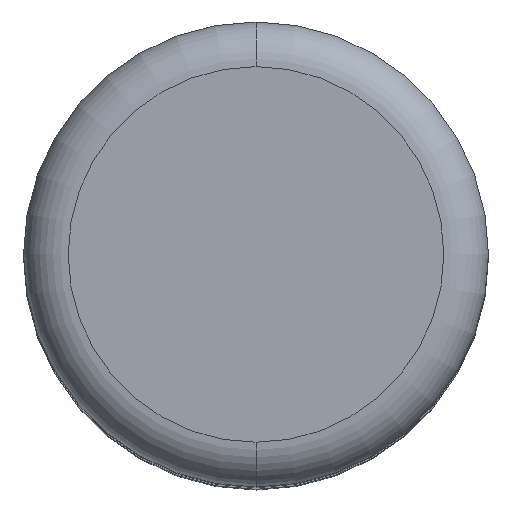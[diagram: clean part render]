
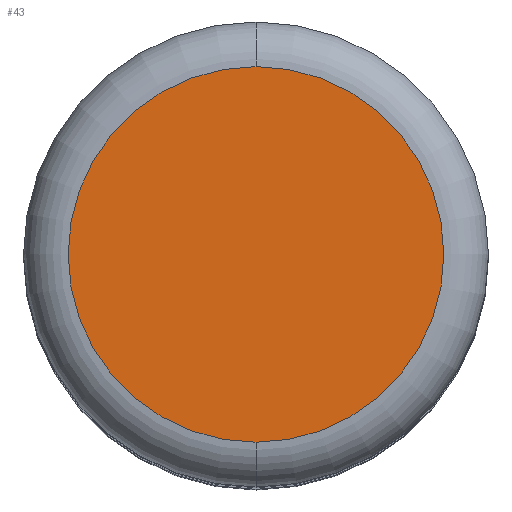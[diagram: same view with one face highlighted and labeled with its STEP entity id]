
A CAD part, top view. The second image highlights one B-rep face of the part: STEP entity #43.
In plain terms, the highlighted face is planar.
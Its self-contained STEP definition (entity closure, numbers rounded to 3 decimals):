
#43 = ADVANCED_FACE('',(#44),#59,.F.);
#44 = FACE_BOUND('',#45,.F.);
#45 = EDGE_LOOP('',(#46,#86));
#46 = ORIENTED_EDGE('',*,*,#47,.F.);
#47 = EDGE_CURVE('',#48,#50,#52,.T.);
#48 = VERTEX_POINT('',#49);
#49 = CARTESIAN_POINT('',(0.,-2.1,0.));
#50 = VERTEX_POINT('',#51);
#51 = CARTESIAN_POINT('',(0.,2.1,0.));
#52 = SURFACE_CURVE('',#53,(#58,#74),.PCURVE_S1.);
#53 = CIRCLE('',#54,2.1);
#54 = AXIS2_PLACEMENT_3D('',#55,#56,#57);
#55 = CARTESIAN_POINT('',(0.,0.,0.));
#56 = DIRECTION('',(0.,0.,-1.));
#57 = DIRECTION('',(0.,-1.,0.));
#58 = PCURVE('',#59,#64);
#59 = PLANE('',#60);
#60 = AXIS2_PLACEMENT_3D('',#61,#62,#63);
#61 = CARTESIAN_POINT('',(0.,0.,0.));
#62 = DIRECTION('',(0.,0.,1.));
#63 = DIRECTION('',(0.,-1.,0.));
#64 = DEFINITIONAL_REPRESENTATION('',(#65),#73);
#65 = ( BOUNDED_CURVE() B_SPLINE_CURVE(2,(#66,#67,#68,#69,#70,#71,#72),
.UNSPECIFIED.,.T.,.F.) B_SPLINE_CURVE_WITH_KNOTS((1,2,2,2,2,1),(
    -2.094,0.,2.094,4.189,6.283,
8.378),.UNSPECIFIED.) CURVE() GEOMETRIC_REPRESENTATION_ITEM() 
RATIONAL_B_SPLINE_CURVE((1.,0.5,1.,0.5,1.,0.5,1.)) REPRESENTATION_ITEM(
  '') );
#66 = CARTESIAN_POINT('',(2.1,0.));
#67 = CARTESIAN_POINT('',(2.1,-3.637));
#68 = CARTESIAN_POINT('',(-1.05,-1.819));
#69 = CARTESIAN_POINT('',(-4.2,0.));
#70 = CARTESIAN_POINT('',(-1.05,1.819));
#71 = CARTESIAN_POINT('',(2.1,3.637));
#72 = CARTESIAN_POINT('',(2.1,0.));
#73 = ( GEOMETRIC_REPRESENTATION_CONTEXT(2) 
PARAMETRIC_REPRESENTATION_CONTEXT() REPRESENTATION_CONTEXT('2D SPACE',''
  ) );
#74 = PCURVE('',#75,#80);
#75 = TOROIDAL_SURFACE('',#76,2.1,0.5);
#76 = AXIS2_PLACEMENT_3D('',#77,#78,#79);
#77 = CARTESIAN_POINT('',(0.,0.,0.5));
#78 = DIRECTION('',(0.,0.,1.));
#79 = DIRECTION('',(0.084,-0.996,0.));
#80 = DEFINITIONAL_REPRESENTATION('',(#81),#85);
#81 = LINE('',#82,#83);
#82 = CARTESIAN_POINT('',(6.199,4.712));
#83 = VECTOR('',#84,1.);
#84 = DIRECTION('',(-1.,0.));
#85 = ( GEOMETRIC_REPRESENTATION_CONTEXT(2) 
PARAMETRIC_REPRESENTATION_CONTEXT() REPRESENTATION_CONTEXT('2D SPACE',''
  ) );
#86 = ORIENTED_EDGE('',*,*,#87,.F.);
#87 = EDGE_CURVE('',#50,#48,#88,.T.);
#88 = SURFACE_CURVE('',#89,(#94,#105),.PCURVE_S1.);
#89 = CIRCLE('',#90,2.1);
#90 = AXIS2_PLACEMENT_3D('',#91,#92,#93);
#91 = CARTESIAN_POINT('',(0.,0.,0.));
#92 = DIRECTION('',(0.,0.,-1.));
#93 = DIRECTION('',(0.,1.,0.));
#94 = PCURVE('',#59,#95);
#95 = DEFINITIONAL_REPRESENTATION('',(#96),#104);
#96 = ( BOUNDED_CURVE() B_SPLINE_CURVE(2,(#97,#98,#99,#100,#101,#102,
#103),.UNSPECIFIED.,.T.,.F.) B_SPLINE_CURVE_WITH_KNOTS((1,2,2,2,2,1),(
    -2.094,0.,2.094,4.189,6.283,
8.378),.UNSPECIFIED.) CURVE() GEOMETRIC_REPRESENTATION_ITEM() 
RATIONAL_B_SPLINE_CURVE((1.,0.5,1.,0.5,1.,0.5,1.)) REPRESENTATION_ITEM(
  '') );
#97 = CARTESIAN_POINT('',(-2.1,0.));
#98 = CARTESIAN_POINT('',(-2.1,3.637));
#99 = CARTESIAN_POINT('',(1.05,1.819));
#100 = CARTESIAN_POINT('',(4.2,0.));
#101 = CARTESIAN_POINT('',(1.05,-1.819));
#102 = CARTESIAN_POINT('',(-2.1,-3.637));
#103 = CARTESIAN_POINT('',(-2.1,0.));
#104 = ( GEOMETRIC_REPRESENTATION_CONTEXT(2) 
PARAMETRIC_REPRESENTATION_CONTEXT() REPRESENTATION_CONTEXT('2D SPACE',''
  ) );
#105 = PCURVE('',#106,#111);
#106 = TOROIDAL_SURFACE('',#107,2.1,0.5);
#107 = AXIS2_PLACEMENT_3D('',#108,#109,#110);
#108 = CARTESIAN_POINT('',(0.,0.,0.5));
#109 = DIRECTION('',(0.,0.,1.));
#110 = DIRECTION('',(-0.084,0.996,0.));
#111 = DEFINITIONAL_REPRESENTATION('',(#112),#116);
#112 = LINE('',#113,#114);
#113 = CARTESIAN_POINT('',(6.199,4.712));
#114 = VECTOR('',#115,1.);
#115 = DIRECTION('',(-1.,0.));
#116 = ( GEOMETRIC_REPRESENTATION_CONTEXT(2) 
PARAMETRIC_REPRESENTATION_CONTEXT() REPRESENTATION_CONTEXT('2D SPACE',''
  ) );
